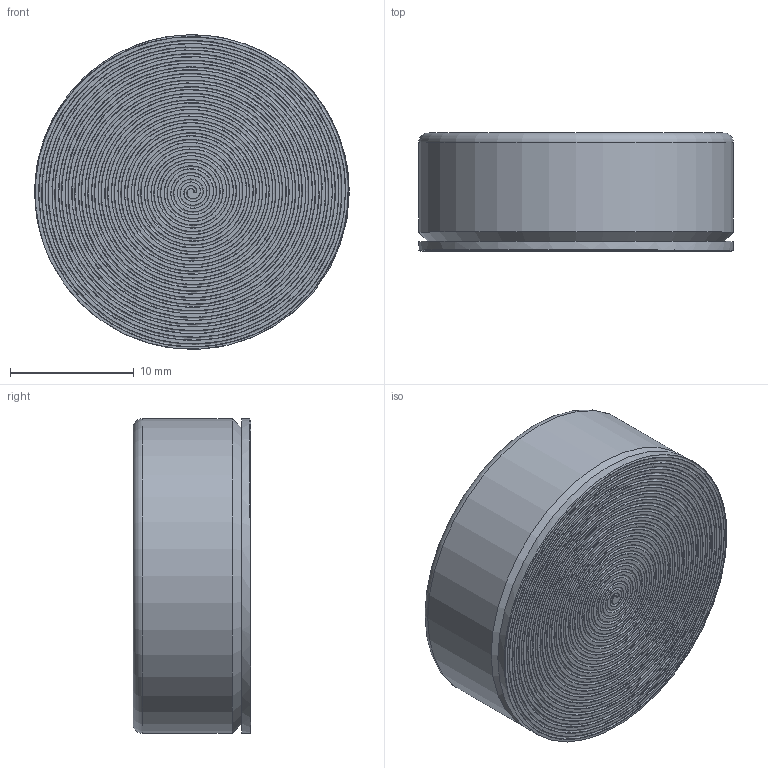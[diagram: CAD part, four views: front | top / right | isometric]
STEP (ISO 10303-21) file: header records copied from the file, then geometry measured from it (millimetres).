
FILE_DESCRIPTION(/* description */ (''),/* implementation_level */ '2;1');
FILE_NAME(/* name */ 'MH130-1A.stp',/* time_stamp */ '2017-05-05T17:28:41-04:00',/* author */ ('aneininger'),/* organization */ (''),/* preprocessor_version */ 'ST-DEVELOPER v16.5',/* originating_system */ 'Autodesk Inventor 2017',/* authorisation */ '');
FILE_SCHEMA (('AUTOMOTIVE_DESIGN { 1 0 10303 214 3 1 1 }'));
Length unit declared in the file: inch
Products named in the file (1): MH130-1A
Bounding box: 25.4 x 9.53 x 25.4 mm (x, y, z)
Volume: 3380.6 mm3; surface area: 1171.5 mm2
Topology: 1 solids, 1 shells, 21 faces, 50 edges, 32 vertices
Faces by surface type: bspline 8, plane 5, cylinder 4, cone 3, torus 1
Full cylindrical faces by diameter (mm): 25.4 x2
Entity records: 8684 total; most frequent: CARTESIAN_POINT 8237, ORIENTED_EDGE 80, DIRECTION 67, EDGE_CURVE 40, AXIS2_PLACEMENT_3D 30, EDGE_LOOP 28, VERTEX_POINT 28, STYLED_ITEM 22
